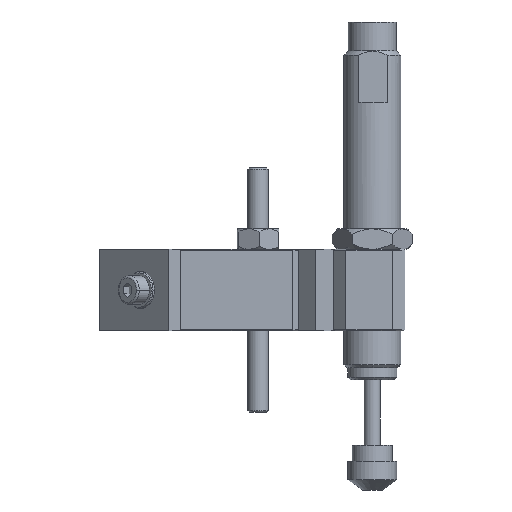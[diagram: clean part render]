
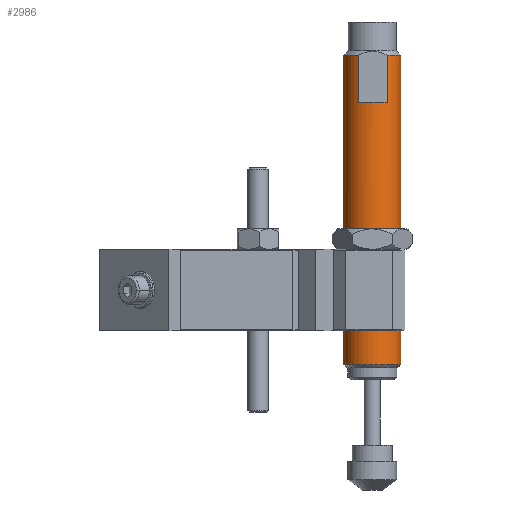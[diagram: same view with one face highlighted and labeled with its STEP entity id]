
A CAD part, front view. The second image highlights one B-rep face of the part: STEP entity #2986.
In plain terms, the highlighted cylindrical face has radius 7 mm (diameter 14 mm), a partial arc.
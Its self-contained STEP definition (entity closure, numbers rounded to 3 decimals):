
#27 = LINE ( 'NONE', #6335, #5814 ) ;
#74 = CARTESIAN_POINT ( 'NONE',  ( -3.732, 0., 0. ) ) ;
#261 = EDGE_CURVE ( 'NONE', #6124, #2366, #861, .T. ) ;
#285 = CARTESIAN_POINT ( 'NONE',  ( -68., -6., 3.606 ) ) ;
#303 = DIRECTION ( 'NONE',  ( 1., 0., 0. ) ) ;
#304 = CARTESIAN_POINT ( 'NONE',  ( -68., 0., 0. ) ) ;
#432 = CYLINDRICAL_SURFACE ( 'NONE', #1779, 7. ) ;
#558 = CIRCLE ( 'NONE', #6929, 7. ) ;
#592 = CARTESIAN_POINT ( 'NONE',  ( -79.55, -6., 3.606 ) ) ;
#700 = DIRECTION ( 'NONE',  ( -1., 0., 0. ) ) ;
#770 = AXIS2_PLACEMENT_3D ( 'NONE', #5712, #2876, #5633 ) ;
#861 = CIRCLE ( 'NONE', #3613, 7. ) ;
#1095 = LINE ( 'NONE', #6106, #6840 ) ;
#1206 = ORIENTED_EDGE ( 'NONE', *, *, #4524, .T. ) ;
#1390 = CARTESIAN_POINT ( 'NONE',  ( -3.732, 0., -7. ) ) ;
#1395 = EDGE_CURVE ( 'NONE', #2366, #4293, #4581, .T. ) ;
#1592 = DIRECTION ( 'NONE',  ( -1., 0., 0. ) ) ;
#1779 = AXIS2_PLACEMENT_3D ( 'NONE', #5787, #2462, #1944 ) ;
#1911 = CARTESIAN_POINT ( 'NONE',  ( -3.732, 0., 7. ) ) ;
#1944 = DIRECTION ( 'NONE',  ( 0., 0., 1. ) ) ;
#1945 = DIRECTION ( 'NONE',  ( 1., 0., 0. ) ) ;
#2011 = DIRECTION ( 'NONE',  ( 0., 0., 1. ) ) ;
#2198 = VECTOR ( 'NONE', #6973, 1000. ) ;
#2231 = ORIENTED_EDGE ( 'NONE', *, *, #1395, .T. ) ;
#2366 = VERTEX_POINT ( 'NONE', #5358 ) ;
#2462 = DIRECTION ( 'NONE',  ( -1., 0., 0. ) ) ;
#2634 = VERTEX_POINT ( 'NONE', #592 ) ;
#2743 = ORIENTED_EDGE ( 'NONE', *, *, #261, .T. ) ;
#2876 = DIRECTION ( 'NONE',  ( 1., 0., 0. ) ) ;
#2919 = EDGE_LOOP ( 'NONE', ( #3754, #4789, #6650, #4793, #4263, #2743, #2231, #1206 ) ) ;
#2986 = ADVANCED_FACE ( 'NONE', ( #6714 ), #432, .T. ) ;
#3403 = VERTEX_POINT ( 'NONE', #1390 ) ;
#3434 = EDGE_CURVE ( 'NONE', #3403, #4041, #3594, .T. ) ;
#3594 = LINE ( 'NONE', #6948, #2198 ) ;
#3613 = AXIS2_PLACEMENT_3D ( 'NONE', #304, #4223, #2011 ) ;
#3754 = ORIENTED_EDGE ( 'NONE', *, *, #3434, .F. ) ;
#4041 = VERTEX_POINT ( 'NONE', #6540 ) ;
#4223 = DIRECTION ( 'NONE',  ( 1., 0., 0. ) ) ;
#4263 = ORIENTED_EDGE ( 'NONE', *, *, #6489, .T. ) ;
#4293 = VERTEX_POINT ( 'NONE', #6188 ) ;
#4506 = CARTESIAN_POINT ( 'NONE',  ( -79.55, 0., 7. ) ) ;
#4524 = EDGE_CURVE ( 'NONE', #4293, #4041, #5748, .T. ) ;
#4565 = CARTESIAN_POINT ( 'NONE',  ( -41.65, -6., -3.606 ) ) ;
#4581 = LINE ( 'NONE', #4565, #7192 ) ;
#4598 = DIRECTION ( 'NONE',  ( 0., 0., 1. ) ) ;
#4668 = DIRECTION ( 'NONE',  ( -1., 0., 0. ) ) ;
#4789 = ORIENTED_EDGE ( 'NONE', *, *, #7004, .T. ) ;
#4793 = ORIENTED_EDGE ( 'NONE', *, *, #5510, .T. ) ;
#4920 = AXIS2_PLACEMENT_3D ( 'NONE', #7103, #1945, #5378 ) ;
#5358 = CARTESIAN_POINT ( 'NONE',  ( -68., -6., -3.606 ) ) ;
#5378 = DIRECTION ( 'NONE',  ( 0., 0., 1. ) ) ;
#5413 = CIRCLE ( 'NONE', #770, 7. ) ;
#5510 = EDGE_CURVE ( 'NONE', #5837, #2634, #5413, .T. ) ;
#5633 = DIRECTION ( 'NONE',  ( 0., 0., 1. ) ) ;
#5712 = CARTESIAN_POINT ( 'NONE',  ( -79.55, 0., 0. ) ) ;
#5748 = CIRCLE ( 'NONE', #4920, 7. ) ;
#5787 = CARTESIAN_POINT ( 'NONE',  ( -41.65, 0., 0. ) ) ;
#5814 = VECTOR ( 'NONE', #303, 1000. ) ;
#5837 = VERTEX_POINT ( 'NONE', #4506 ) ;
#6106 = CARTESIAN_POINT ( 'NONE',  ( -41.65, 0., 7. ) ) ;
#6124 = VERTEX_POINT ( 'NONE', #285 ) ;
#6188 = CARTESIAN_POINT ( 'NONE',  ( -79.55, -6., -3.606 ) ) ;
#6335 = CARTESIAN_POINT ( 'NONE',  ( -41.65, -6., 3.606 ) ) ;
#6482 = VERTEX_POINT ( 'NONE', #1911 ) ;
#6489 = EDGE_CURVE ( 'NONE', #2634, #6124, #27, .T. ) ;
#6540 = CARTESIAN_POINT ( 'NONE',  ( -79.55, 0., -7. ) ) ;
#6650 = ORIENTED_EDGE ( 'NONE', *, *, #6804, .T. ) ;
#6714 = FACE_OUTER_BOUND ( 'NONE', #2919, .T. ) ;
#6804 = EDGE_CURVE ( 'NONE', #6482, #5837, #1095, .T. ) ;
#6840 = VECTOR ( 'NONE', #1592, 1000. ) ;
#6929 = AXIS2_PLACEMENT_3D ( 'NONE', #74, #700, #4598 ) ;
#6948 = CARTESIAN_POINT ( 'NONE',  ( -41.65, 0., -7. ) ) ;
#6973 = DIRECTION ( 'NONE',  ( -1., 0., 0. ) ) ;
#7004 = EDGE_CURVE ( 'NONE', #3403, #6482, #558, .T. ) ;
#7103 = CARTESIAN_POINT ( 'NONE',  ( -79.55, 0., 0. ) ) ;
#7192 = VECTOR ( 'NONE', #4668, 1000. ) ;
